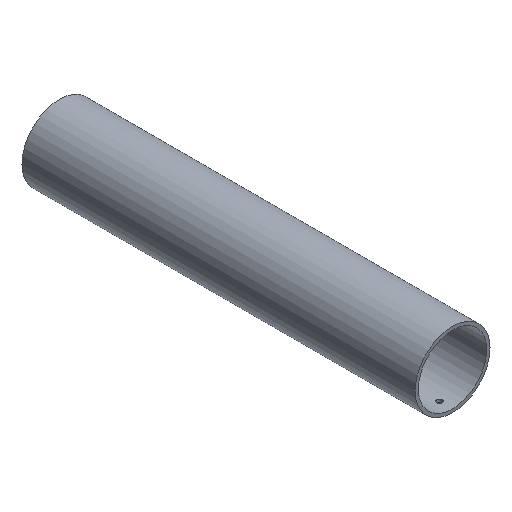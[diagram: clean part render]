
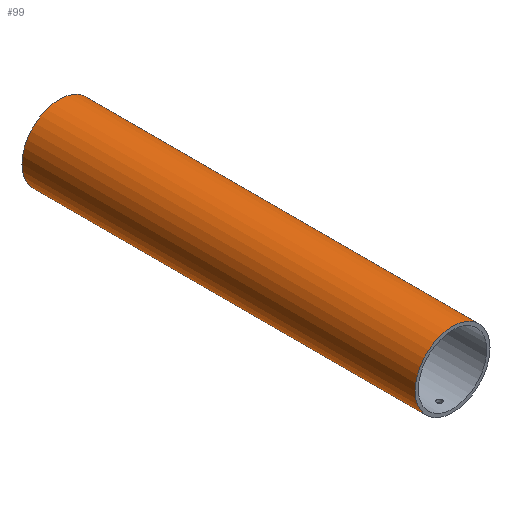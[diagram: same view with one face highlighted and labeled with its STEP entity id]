
A CAD part, isometric view. The second image highlights one B-rep face of the part: STEP entity #99.
In plain terms, the highlighted cylindrical face has radius 57.15 mm (diameter 114.3 mm), a full revolution.
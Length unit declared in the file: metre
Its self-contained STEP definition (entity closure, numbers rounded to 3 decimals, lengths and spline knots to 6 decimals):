
#24=CIRCLE('',#121,0.05715);
#25=CIRCLE('',#122,0.05715);
#30=ORIENTED_EDGE('',*,*,#46,.T.);
#31=ORIENTED_EDGE('',*,*,#47,.T.);
#32=ORIENTED_EDGE('',*,*,#48,.F.);
#33=ORIENTED_EDGE('',*,*,#49,.T.);
#46=EDGE_CURVE('',#54,#54,#60,.T.);
#47=EDGE_CURVE('',#55,#55,#61,.T.);
#48=EDGE_CURVE('',#56,#56,#24,.T.);
#49=EDGE_CURVE('',#57,#57,#25,.T.);
#54=VERTEX_POINT('',#191);
#55=VERTEX_POINT('',#203);
#56=VERTEX_POINT('',#205);
#57=VERTEX_POINT('',#207);
#60=B_SPLINE_CURVE_WITH_KNOTS('',3,(#180,#181,#182,#183,#184,#185,#186,
#187,#188,#189,#190),.UNSPECIFIED.,.T.,.F.,(1,1,1,1,1,1,1,1,1,1,1,1,1,1,
1),(-0.009381,-0.006254,-0.003127,0.,0.003127,
0.006254,0.009381,0.012508,0.015635,
0.018762,0.021889,0.025016,0.028143,
0.031271,0.034398),.UNSPECIFIED.);
#61=B_SPLINE_CURVE_WITH_KNOTS('',3,(#192,#193,#194,#195,#196,#197,#198,
#199,#200,#201,#202),.UNSPECIFIED.,.T.,.F.,(1,1,1,1,1,1,1,1,1,1,1,1,1,1,
1),(-0.009381,-0.006254,-0.003127,0.,0.003127,
0.006254,0.009381,0.012508,0.015635,
0.018762,0.021889,0.025016,0.028143,
0.031271,0.034398),.UNSPECIFIED.);
#66=EDGE_LOOP('',(#30));
#67=EDGE_LOOP('',(#31));
#68=EDGE_LOOP('',(#32));
#69=EDGE_LOOP('',(#33));
#82=FACE_BOUND('',#66,.T.);
#83=FACE_BOUND('',#67,.T.);
#84=FACE_BOUND('',#68,.T.);
#85=FACE_BOUND('',#69,.T.);
#95=CYLINDRICAL_SURFACE('',#120,0.05715);
#99=ADVANCED_FACE('',(#82,#83,#84,#85),#95,.T.);
#120=AXIS2_PLACEMENT_3D('',#179,#135,#136);
#121=AXIS2_PLACEMENT_3D('',#204,#137,#138);
#122=AXIS2_PLACEMENT_3D('',#206,#139,#140);
#135=DIRECTION('',(0.,1.,0.));
#136=DIRECTION('',(0.,0.,1.));
#137=DIRECTION('',(0.,-1.,0.));
#138=DIRECTION('',(0.,0.,-1.));
#139=DIRECTION('',(0.,-1.,0.));
#140=DIRECTION('',(0.,0.,-1.));
#179=CARTESIAN_POINT('',(0.,-0.6,0.));
#180=CARTESIAN_POINT('',(0.003132,-0.023138,-0.05708));
#181=CARTESIAN_POINT('',(0.004434,-0.019999,-0.056975));
#182=CARTESIAN_POINT('',(0.003133,-0.016865,-0.05708));
#183=CARTESIAN_POINT('',(0.000003,-0.015568,-0.057185));
#184=CARTESIAN_POINT('',(-0.003133,-0.016864,-0.05708));
#185=CARTESIAN_POINT('',(-0.004432,-0.019999,-0.056975));
#186=CARTESIAN_POINT('',(-0.003138,-0.02313,-0.05708));
#187=CARTESIAN_POINT('',(-0.000005,-0.024433,-0.057185));
#188=CARTESIAN_POINT('',(0.003132,-0.023138,-0.05708));
#189=CARTESIAN_POINT('',(0.004434,-0.019999,-0.056975));
#190=CARTESIAN_POINT('',(0.003133,-0.016865,-0.05708));
#191=CARTESIAN_POINT('',(0.004,-0.02,-0.05701));
#192=CARTESIAN_POINT('',(0.003132,-0.583138,-0.05708));
#193=CARTESIAN_POINT('',(0.004434,-0.579999,-0.056975));
#194=CARTESIAN_POINT('',(0.003133,-0.576865,-0.05708));
#195=CARTESIAN_POINT('',(0.000003,-0.575568,-0.057185));
#196=CARTESIAN_POINT('',(-0.003133,-0.576864,-0.05708));
#197=CARTESIAN_POINT('',(-0.004432,-0.579999,-0.056975));
#198=CARTESIAN_POINT('',(-0.003138,-0.58313,-0.05708));
#199=CARTESIAN_POINT('',(-0.000005,-0.584433,-0.057185));
#200=CARTESIAN_POINT('',(0.003132,-0.583138,-0.05708));
#201=CARTESIAN_POINT('',(0.004434,-0.579999,-0.056975));
#202=CARTESIAN_POINT('',(0.003133,-0.576865,-0.05708));
#203=CARTESIAN_POINT('',(0.004,-0.58,-0.05701));
#204=CARTESIAN_POINT('',(0.,-0.6,0.));
#205=CARTESIAN_POINT('',(0.,-0.6,-0.05715));
#206=CARTESIAN_POINT('',(0.,0.,0.));
#207=CARTESIAN_POINT('',(0.,0.,-0.05715));
